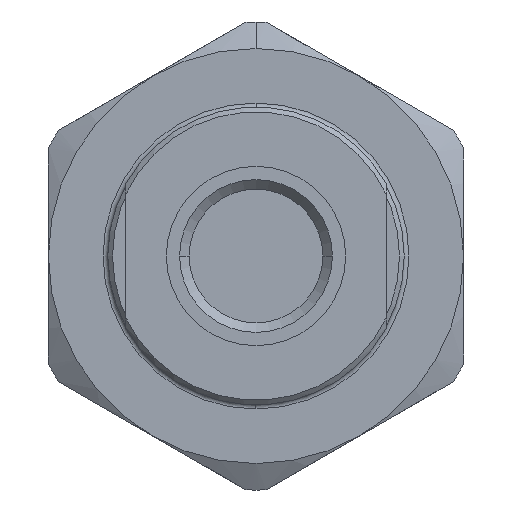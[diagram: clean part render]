
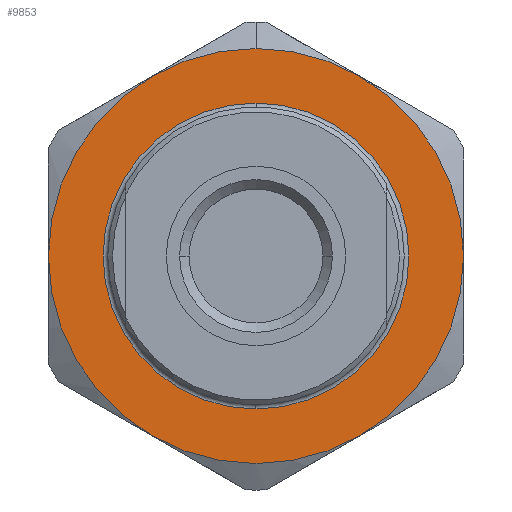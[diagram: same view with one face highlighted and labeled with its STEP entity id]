
A CAD part, left-side view. The second image highlights one B-rep face of the part: STEP entity #9853.
In plain terms, the highlighted planar face has unit normal (-1, 0, 0).
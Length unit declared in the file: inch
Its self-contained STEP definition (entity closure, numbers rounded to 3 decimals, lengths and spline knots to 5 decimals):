
#44 = ORIENTED_EDGE ( 'NONE', *, *, #8160, .T. ) ;
#808 = EDGE_LOOP ( 'NONE', ( #16997, #19773, #23960, #3557, #44, #21713, #8473 ) ) ;
#1390 = CARTESIAN_POINT ( 'NONE',  ( 0.42008, 0., 0. ) ) ;
#1794 = VERTEX_POINT ( 'NONE', #20165 ) ;
#2503 = AXIS2_PLACEMENT_3D ( 'NONE', #14373, #16434, #12676 ) ;
#2953 = VERTEX_POINT ( 'NONE', #18430 ) ;
#3271 = CIRCLE ( 'NONE', #2503, 0.16125 ) ;
#3379 = AXIS2_PLACEMENT_3D ( 'NONE', #17327, #13452, #4250 ) ;
#3532 = DIRECTION ( 'NONE',  ( -1., 0., 0. ) ) ;
#3557 = ORIENTED_EDGE ( 'NONE', *, *, #14560, .T. ) ;
#3716 = ORIENTED_EDGE ( 'NONE', *, *, #6271, .T. ) ;
#3869 = CIRCLE ( 'NONE', #7743, 0.21875 ) ;
#4102 = CIRCLE ( 'NONE', #16494, 0.21875 ) ;
#4250 = DIRECTION ( 'NONE',  ( 0., 0., 1. ) ) ;
#4371 = FACE_BOUND ( 'NONE', #20802, .T. ) ;
#4431 = VERTEX_POINT ( 'NONE', #18942 ) ;
#4717 = ORIENTED_EDGE ( 'NONE', *, *, #13672, .T. ) ;
#4810 = DIRECTION ( 'NONE',  ( 0., 0., 1. ) ) ;
#4968 = CARTESIAN_POINT ( 'NONE',  ( 0.42008, 0., 0. ) ) ;
#4987 = DIRECTION ( 'NONE',  ( 0., 0., 1. ) ) ;
#5730 = VERTEX_POINT ( 'NONE', #23176 ) ;
#6068 = FACE_OUTER_BOUND ( 'NONE', #808, .T. ) ;
#6271 = EDGE_CURVE ( 'NONE', #10453, #1794, #3271, .T. ) ;
#6342 = DIRECTION ( 'NONE',  ( 0., 0., 1. ) ) ;
#6359 = DIRECTION ( 'NONE',  ( 0., 0., 1. ) ) ;
#6578 = AXIS2_PLACEMENT_3D ( 'NONE', #19330, #11570, #6359 ) ;
#6966 = DIRECTION ( 'NONE',  ( -1., 0., 0. ) ) ;
#7628 = CIRCLE ( 'NONE', #21186, 0.21875 ) ;
#7639 = EDGE_CURVE ( 'NONE', #17164, #5730, #11420, .T. ) ;
#7743 = AXIS2_PLACEMENT_3D ( 'NONE', #4968, #23530, #15981 ) ;
#8150 = CARTESIAN_POINT ( 'NONE',  ( 0.42008, -0.10938, -0.18944 ) ) ;
#8160 = EDGE_CURVE ( 'NONE', #4431, #16920, #22657, .T. ) ;
#8473 = ORIENTED_EDGE ( 'NONE', *, *, #23727, .T. ) ;
#8779 = DIRECTION ( 'NONE',  ( 0., 0., 1. ) ) ;
#9237 = DIRECTION ( 'NONE',  ( -1., 0., 0. ) ) ;
#9802 = DIRECTION ( 'NONE',  ( 0., 0., 1. ) ) ;
#9853 = ADVANCED_FACE ( 'NONE', ( #4371, #6068 ), #15267, .T. ) ;
#10020 = CARTESIAN_POINT ( 'NONE',  ( 0.42008, 0., 0. ) ) ;
#10029 = DIRECTION ( 'NONE',  ( -1., 0., 0. ) ) ;
#10273 = CARTESIAN_POINT ( 'NONE',  ( 0.42008, -0.21875, 0. ) ) ;
#10453 = VERTEX_POINT ( 'NONE', #19991 ) ;
#10709 = AXIS2_PLACEMENT_3D ( 'NONE', #10020, #21543, #4810 ) ;
#10929 = CARTESIAN_POINT ( 'NONE',  ( 0.42008, 0., 0. ) ) ;
#11408 = EDGE_CURVE ( 'NONE', #5730, #2953, #7628, .T. ) ;
#11420 = CIRCLE ( 'NONE', #23044, 0.21875 ) ;
#11570 = DIRECTION ( 'NONE',  ( -1., 0., 0. ) ) ;
#12676 = DIRECTION ( 'NONE',  ( 0., 0., 1. ) ) ;
#12840 = EDGE_CURVE ( 'NONE', #16920, #19922, #4102, .T. ) ;
#13452 = DIRECTION ( 'NONE',  ( -1., 0., 0. ) ) ;
#13672 = EDGE_CURVE ( 'NONE', #1794, #10453, #17659, .T. ) ;
#13911 = AXIS2_PLACEMENT_3D ( 'NONE', #21133, #22955, #6342 ) ;
#14133 = VERTEX_POINT ( 'NONE', #22313 ) ;
#14373 = CARTESIAN_POINT ( 'NONE',  ( 0.42008, 0., 0. ) ) ;
#14560 = EDGE_CURVE ( 'NONE', #14133, #4431, #21312, .T. ) ;
#15267 = PLANE ( 'NONE',  #3379 ) ;
#15290 = AXIS2_PLACEMENT_3D ( 'NONE', #10929, #9237, #4987 ) ;
#15981 = DIRECTION ( 'NONE',  ( 0., 0., 1. ) ) ;
#16434 = DIRECTION ( 'NONE',  ( 1., 0., 0. ) ) ;
#16494 = AXIS2_PLACEMENT_3D ( 'NONE', #20130, #3532, #16606 ) ;
#16606 = DIRECTION ( 'NONE',  ( 0., 0., 1. ) ) ;
#16920 = VERTEX_POINT ( 'NONE', #8150 ) ;
#16997 = ORIENTED_EDGE ( 'NONE', *, *, #7639, .T. ) ;
#17164 = VERTEX_POINT ( 'NONE', #21970 ) ;
#17327 = CARTESIAN_POINT ( 'NONE',  ( 0.42008, 0., 0. ) ) ;
#17659 = CIRCLE ( 'NONE', #10709, 0.16125 ) ;
#18430 = CARTESIAN_POINT ( 'NONE',  ( 0.42008, 0.10938, 0.18944 ) ) ;
#18942 = CARTESIAN_POINT ( 'NONE',  ( 0.42008, 0.10938, -0.18944 ) ) ;
#19330 = CARTESIAN_POINT ( 'NONE',  ( 0.42008, 0., 0. ) ) ;
#19773 = ORIENTED_EDGE ( 'NONE', *, *, #11408, .T. ) ;
#19922 = VERTEX_POINT ( 'NONE', #10273 ) ;
#19991 = CARTESIAN_POINT ( 'NONE',  ( 0.42008, 0., -0.16125 ) ) ;
#20130 = CARTESIAN_POINT ( 'NONE',  ( 0.42008, 0., 0. ) ) ;
#20165 = CARTESIAN_POINT ( 'NONE',  ( 0.42008, 0., 0.16125 ) ) ;
#20802 = EDGE_LOOP ( 'NONE', ( #4717, #3716 ) ) ;
#21133 = CARTESIAN_POINT ( 'NONE',  ( 0.42008, 0., 0. ) ) ;
#21186 = AXIS2_PLACEMENT_3D ( 'NONE', #22896, #10029, #9802 ) ;
#21312 = CIRCLE ( 'NONE', #6578, 0.21875 ) ;
#21543 = DIRECTION ( 'NONE',  ( 1., 0., 0. ) ) ;
#21713 = ORIENTED_EDGE ( 'NONE', *, *, #12840, .T. ) ;
#21970 = CARTESIAN_POINT ( 'NONE',  ( 0.42008, -0.10938, 0.18944 ) ) ;
#22071 = CIRCLE ( 'NONE', #13911, 0.21875 ) ;
#22313 = CARTESIAN_POINT ( 'NONE',  ( 0.42008, 0.21875, 0. ) ) ;
#22657 = CIRCLE ( 'NONE', #15290, 0.21875 ) ;
#22719 = EDGE_CURVE ( 'NONE', #2953, #14133, #3869, .T. ) ;
#22896 = CARTESIAN_POINT ( 'NONE',  ( 0.42008, 0., 0. ) ) ;
#22955 = DIRECTION ( 'NONE',  ( -1., 0., 0. ) ) ;
#23044 = AXIS2_PLACEMENT_3D ( 'NONE', #1390, #6966, #8779 ) ;
#23176 = CARTESIAN_POINT ( 'NONE',  ( 0.42008, 0., 0.21875 ) ) ;
#23530 = DIRECTION ( 'NONE',  ( -1., 0., 0. ) ) ;
#23727 = EDGE_CURVE ( 'NONE', #19922, #17164, #22071, .T. ) ;
#23960 = ORIENTED_EDGE ( 'NONE', *, *, #22719, .T. ) ;
